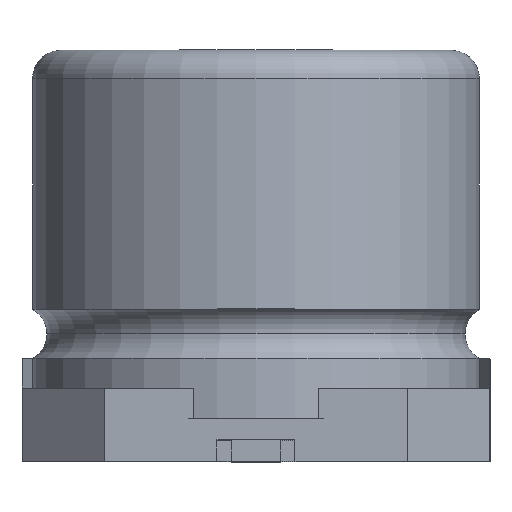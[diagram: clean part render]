
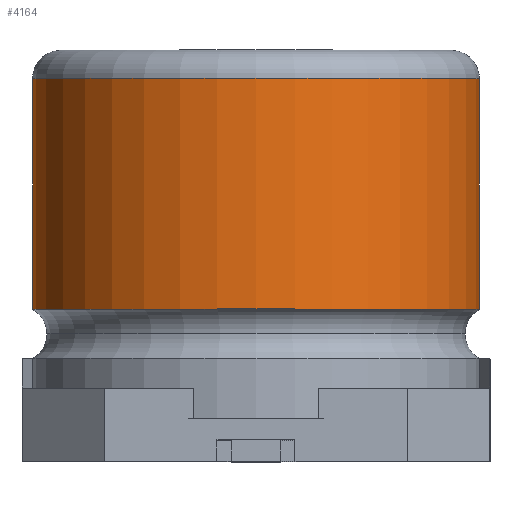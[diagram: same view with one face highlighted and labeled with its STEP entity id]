
A CAD part, top view. The second image highlights one B-rep face of the part: STEP entity #4164.
In plain terms, the highlighted cylindrical face has radius 3.15 mm (diameter 6.3 mm), a partial arc.
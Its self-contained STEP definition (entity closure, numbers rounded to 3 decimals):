
#94 = DIRECTION ( 'NONE',  ( -1., 0., 0. ) ) ;
#148 = ORIENTED_EDGE ( 'NONE', *, *, #4079, .F. ) ;
#197 = CARTESIAN_POINT ( 'NONE',  ( 0., 5.5, 0. ) ) ;
#198 = EDGE_CURVE ( 'NONE', #1931, #1743, #3050, .T. ) ;
#258 = EDGE_CURVE ( 'NONE', #1931, #1824, #2677, .T. ) ;
#293 = VERTEX_POINT ( 'NONE', #1705 ) ;
#345 = DIRECTION ( 'NONE',  ( 0., 1., 0. ) ) ;
#569 = DIRECTION ( 'NONE',  ( 0., 1., 0. ) ) ;
#745 = EDGE_CURVE ( 'NONE', #1824, #293, #1899, .T. ) ;
#751 = CARTESIAN_POINT ( 'NONE',  ( 3.15, 1.846, 0. ) ) ;
#846 = CARTESIAN_POINT ( 'NONE',  ( -3.15, 5.5, 0. ) ) ;
#1200 = DIRECTION ( 'NONE',  ( 0., 1., 0. ) ) ;
#1290 = CARTESIAN_POINT ( 'NONE',  ( 3.15, 5.5, 0. ) ) ;
#1334 = CYLINDRICAL_SURFACE ( 'NONE', #4133, 3.15 ) ;
#1686 = CIRCLE ( 'NONE', #4012, 3.15 ) ;
#1705 = CARTESIAN_POINT ( 'NONE',  ( 3.15, 5.1, 0. ) ) ;
#1730 = FACE_OUTER_BOUND ( 'NONE', #2683, .T. ) ;
#1743 = VERTEX_POINT ( 'NONE', #2742 ) ;
#1776 = ORIENTED_EDGE ( 'NONE', *, *, #258, .T. ) ;
#1824 = VERTEX_POINT ( 'NONE', #751 ) ;
#1836 = DIRECTION ( 'NONE',  ( -1., 0., 0. ) ) ;
#1899 = LINE ( 'NONE', #1290, #2770 ) ;
#1916 = DIRECTION ( 'NONE',  ( 0., 1., 0. ) ) ;
#1931 = VERTEX_POINT ( 'NONE', #2701 ) ;
#2109 = ORIENTED_EDGE ( 'NONE', *, *, #198, .F. ) ;
#2519 = DIRECTION ( 'NONE',  ( -1., 0., 0. ) ) ;
#2597 = DIRECTION ( 'NONE',  ( 0., 1., 0. ) ) ;
#2677 = CIRCLE ( 'NONE', #3282, 3.15 ) ;
#2683 = EDGE_LOOP ( 'NONE', ( #1776, #3915, #148, #2109 ) ) ;
#2701 = CARTESIAN_POINT ( 'NONE',  ( -3.15, 1.846, 0. ) ) ;
#2742 = CARTESIAN_POINT ( 'NONE',  ( -3.15, 5.1, 0. ) ) ;
#2770 = VECTOR ( 'NONE', #2597, 1000. ) ;
#2869 = CARTESIAN_POINT ( 'NONE',  ( 0., 5.1, 0. ) ) ;
#3050 = LINE ( 'NONE', #846, #3241 ) ;
#3241 = VECTOR ( 'NONE', #1200, 1000. ) ;
#3282 = AXIS2_PLACEMENT_3D ( 'NONE', #3340, #345, #94 ) ;
#3340 = CARTESIAN_POINT ( 'NONE',  ( 0., 1.846, 0. ) ) ;
#3915 = ORIENTED_EDGE ( 'NONE', *, *, #745, .T. ) ;
#4012 = AXIS2_PLACEMENT_3D ( 'NONE', #2869, #569, #2519 ) ;
#4079 = EDGE_CURVE ( 'NONE', #1743, #293, #1686, .T. ) ;
#4133 = AXIS2_PLACEMENT_3D ( 'NONE', #197, #1916, #1836 ) ;
#4164 = ADVANCED_FACE ( 'NONE', ( #1730 ), #1334, .T. ) ;
